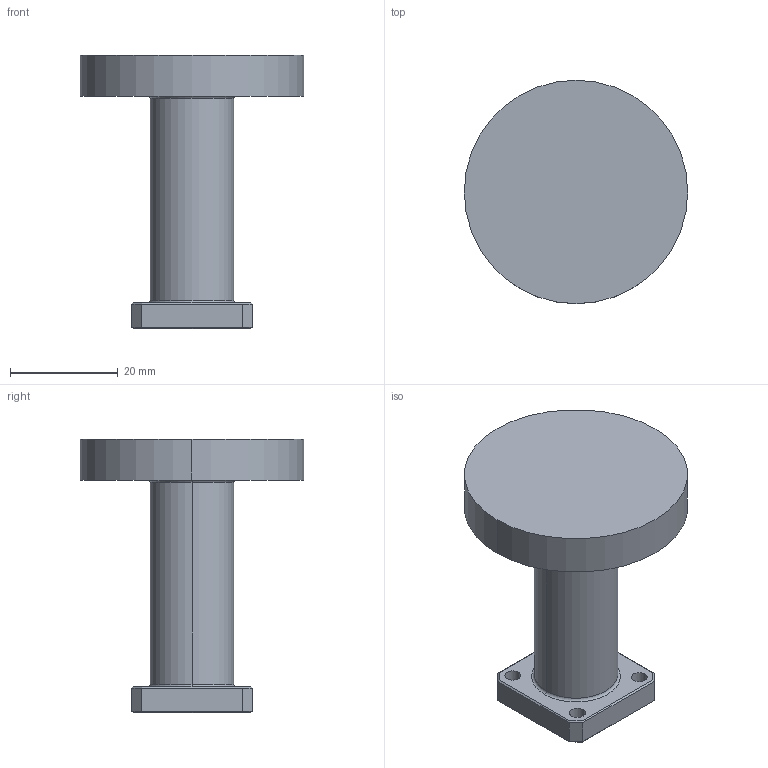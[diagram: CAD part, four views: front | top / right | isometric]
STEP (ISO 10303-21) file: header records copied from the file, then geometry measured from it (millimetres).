
FILE_DESCRIPTION (( 'STEP AP203' ), '1' );
FILE_NAME ('AH-CK10-470.STEP', '2025-12-15T18:09:36', ( '' ), ( '' ), 'SwSTEP 2.0', 'SolidWorks 2021', '' );
FILE_SCHEMA (( 'CONFIG_CONTROL_DESIGN' ));
Length unit declared in the file: inch
Products named in the file (1): AH-CK10-470
Bounding box: 41.5 x 41.5 x 50.8 mm (x, y, z)
Volume: 19735 mm3; surface area: 6671.7 mm2
Topology: 1 solids, 1 shells, 47 faces, 106 edges, 64 vertices
Faces by surface type: plane 29, cylinder 14, torus 4
Entity records: 1391 total; most frequent: DIRECTION 238, CARTESIAN_POINT 218, ORIENTED_EDGE 212, EDGE_CURVE 106, AXIS2_PLACEMENT_3D 84, LINE 70, VECTOR 70, VERTEX_POINT 64
